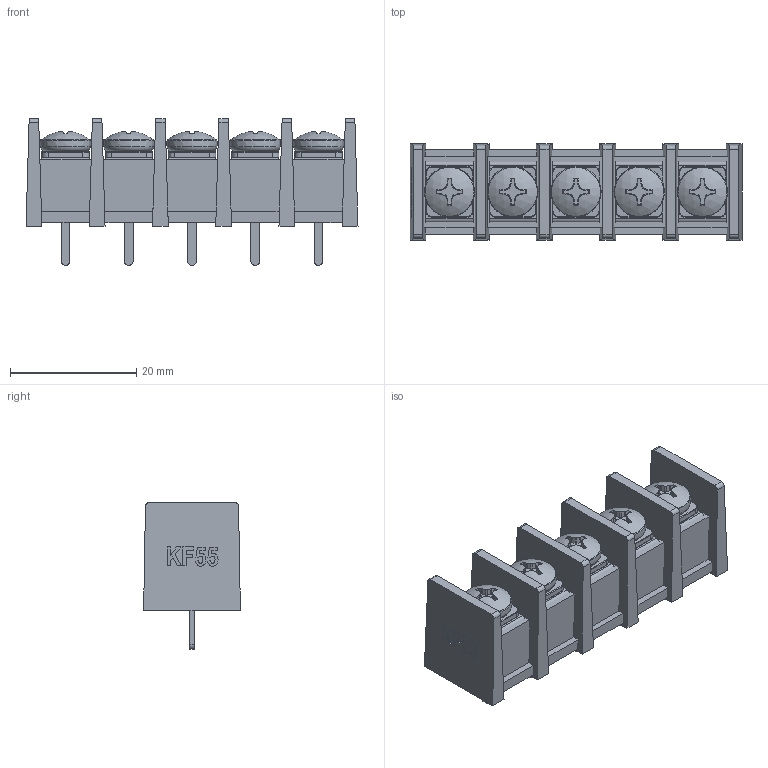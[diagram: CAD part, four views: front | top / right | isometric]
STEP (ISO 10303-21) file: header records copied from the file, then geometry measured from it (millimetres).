
FILE_DESCRIPTION(/* description */ (''),/* implementation_level */ '2;1');
FILE_NAME(/* name */ 'KF55C-10.0-05P.step',/* time_stamp */ '2025-04-17T15:05:30+03:00',/* author */ (''),/* organization */ (''),/* preprocessor_version */ 'ST-DEVELOPER v20.1',/* originating_system */ 'Autodesk Translation Framework v14.4.0.0',/* authorisation */ '');
FILE_SCHEMA (('AUTOMOTIVE_DESIGN { 1 0 10303 214 3 1 1 }'));
Length unit declared in the file: millimetre
Products named in the file (5): KF55C-10.0_parametric; Plastic; 92000A216_NO THREADS_Passivated 18-8 Stainless Steel Pan Head Phillip
s Screws; Washer; Pin
Assembly tree (16 placements, depth 2):
  KF55C-10.0_parametric
    Pin  x5
    Washer  x5
    92000A216_NO THREADS_Passivated 18-8 Stainless Steel Pan Head Phillip
s Screws  x5
    Plastic
Bounding box: 52.5 x 15.3 x 23.2 mm (x, y, z)
Volume: 9868.7 mm3; surface area: 8262.5 mm2
Topology: 24 solids, 24 shells, 606 faces, 1512 edges, 973 vertices
Faces by surface type: plane 281, cylinder 162, bspline 73, torus 60, cone 25, sphere 5
Full cylindrical faces by diameter (mm): 3.8 x5, 4 x10
Entity records: 8220 total; most frequent: CARTESIAN_POINT 2408, ORIENTED_EDGE 1200, DIRECTION 1100, EDGE_CURVE 600, VERTEX_POINT 393, LINE 384, VECTOR 384, AXIS2_PLACEMENT_3D 358
